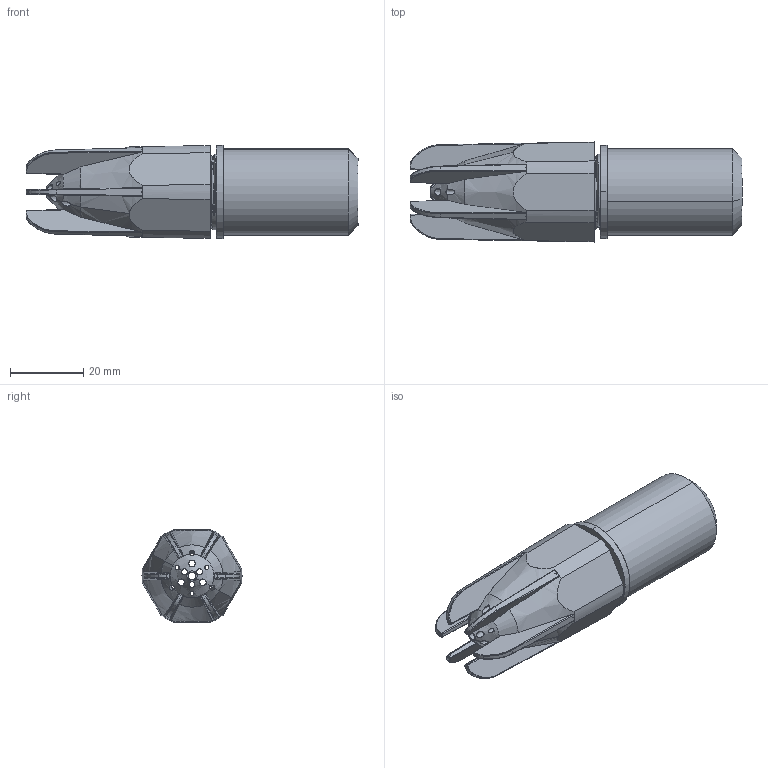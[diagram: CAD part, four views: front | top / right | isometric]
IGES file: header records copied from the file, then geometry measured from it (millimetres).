
Start section: SolidWorks IGES file using analytic representation for surfaces
Global section: file name: 49999.IGS; native system: SolidWorks 2020; preprocessor: SolidWorks 2020; author: andres; date: 240708.122457; units: inch
Bounding box: 90.64 x 27.3 x 25.4 mm (x, y, z)
Surface area: 18460.5 mm2 (no closed solid volume)
Topology: 0 solids, 0 shells, 371 faces, 5390 edges, 5378 vertices
Faces by surface type: bspline 246, revolution 125
